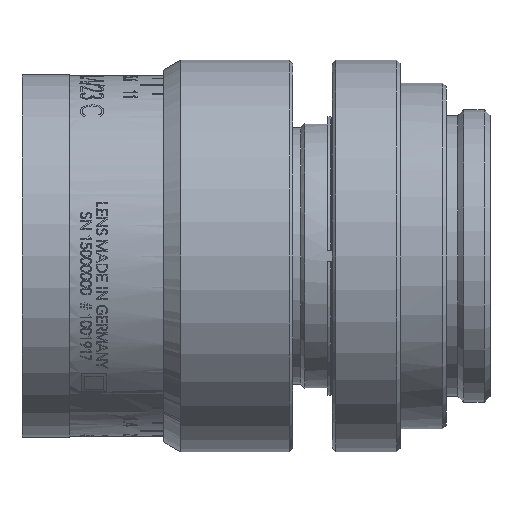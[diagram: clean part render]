
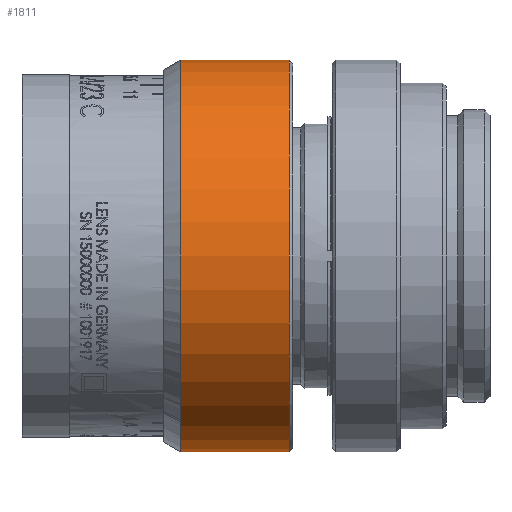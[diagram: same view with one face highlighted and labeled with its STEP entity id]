
A CAD part, front view. The second image highlights one B-rep face of the part: STEP entity #1811.
In plain terms, the highlighted cylindrical face has radius 17 mm (diameter 34 mm), a full revolution.
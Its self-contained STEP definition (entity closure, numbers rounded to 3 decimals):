
#801=CYLINDRICAL_SURFACE('',#10074,17.);
#1223=FACE_BOUND('',#2669,.T.);
#1224=FACE_BOUND('',#2670,.T.);
#1225=FACE_BOUND('',#2671,.T.);
#1552=CIRCLE('',#10069,17.);
#1554=CIRCLE('',#10073,17.);
#1811=ADVANCED_FACE('',(#1223,#1224,#1225),#801,.T.);
#2669=EDGE_LOOP('',(#3351));
#2670=EDGE_LOOP('',(#3352));
#2671=EDGE_LOOP('',(#3353));
#3351=ORIENTED_EDGE('',*,*,#7619,.F.);
#3352=ORIENTED_EDGE('',*,*,#7621,.T.);
#3353=ORIENTED_EDGE('',*,*,#7622,.T.);
#6345=VERTEX_POINT('',#12595);
#6347=VERTEX_POINT('',#12601);
#6348=VERTEX_POINT('',#12660);
#7619=EDGE_CURVE('',#6345,#6345,#1552,.T.);
#7621=EDGE_CURVE('',#6347,#6347,#1554,.T.);
#7622=EDGE_CURVE('',#6348,#6348,#9129,.T.);
#9129=B_SPLINE_CURVE_WITH_KNOTS('',3,(#12602,#12603,#12604,#12605,#12606,
#12607,#12608,#12609,#12610,#12611,#12612,#12613,#12614,#12615,#12616,#12617,
#12618,#12619,#12620,#12621,#12622,#12623,#12624,#12625,#12626,#12627,#12628,
#12629,#12630,#12631,#12632,#12633,#12634,#12635,#12636,#12637,#12638,#12639,
#12640,#12641,#12642,#12643,#12644,#12645,#12646,#12647,#12648,#12649,#12650,
#12651,#12652,#12653,#12654,#12655,#12656,#12657,#12658,#12659),
 .UNSPECIFIED.,.T.,.F.,(1,3,3,3,3,3,3,3,3,3,3,3,3,3,3,3,3,3,3,3,3,1),(-0.034,
0.,0.054,0.107,0.161,0.215,
0.268,0.322,0.376,0.429,
0.483,0.537,0.59,0.644,
0.698,0.751,0.805,0.859,
0.912,0.966,1.,1.054),.UNSPECIFIED.);
#10069=AXIS2_PLACEMENT_3D('',#12594,#10815,#10816);
#10073=AXIS2_PLACEMENT_3D('',#12600,#10823,#10824);
#10074=AXIS2_PLACEMENT_3D('',#12661,#10825,#10826);
#10815=DIRECTION('',(-1.,0.,0.));
#10816=DIRECTION('',(0.,0.,-1.));
#10823=DIRECTION('',(-1.,0.,0.));
#10824=DIRECTION('',(0.,0.,1.));
#10825=DIRECTION('',(-1.,0.,0.));
#10826=DIRECTION('',(0.,0.,1.));
#12594=CARTESIAN_POINT('',(-40.546,0.,0.));
#12595=CARTESIAN_POINT('',(-40.546,0.,-17.));
#12600=CARTESIAN_POINT('',(-31.146,0.,0.));
#12601=CARTESIAN_POINT('',(-31.146,0.,17.));
#12602=CARTESIAN_POINT('',(-37.046,17.,0.));
#12603=CARTESIAN_POINT('',(-37.046,17.,0.112));
#12604=CARTESIAN_POINT('',(-37.065,16.999,0.225));
#12605=CARTESIAN_POINT('',(-37.102,16.997,0.331));
#12606=CARTESIAN_POINT('',(-37.139,16.995,0.436));
#12607=CARTESIAN_POINT('',(-37.194,16.992,0.537));
#12608=CARTESIAN_POINT('',(-37.264,16.989,0.624));
#12609=CARTESIAN_POINT('',(-37.334,16.985,0.712));
#12610=CARTESIAN_POINT('',(-37.42,16.982,0.788));
#12611=CARTESIAN_POINT('',(-37.515,16.979,0.847));
#12612=CARTESIAN_POINT('',(-37.61,16.976,0.907));
#12613=CARTESIAN_POINT('',(-37.716,16.973,0.951));
#12614=CARTESIAN_POINT('',(-37.825,16.972,0.975));
#12615=CARTESIAN_POINT('',(-37.935,16.971,1.));
#12616=CARTESIAN_POINT('',(-38.049,16.97,1.006));
#12617=CARTESIAN_POINT('',(-38.161,16.971,0.993));
#12618=CARTESIAN_POINT('',(-38.272,16.972,0.981));
#12619=CARTESIAN_POINT('',(-38.382,16.974,0.948));
#12620=CARTESIAN_POINT('',(-38.482,16.976,0.9));
#12621=CARTESIAN_POINT('',(-38.583,16.979,0.851));
#12622=CARTESIAN_POINT('',(-38.676,16.982,0.784));
#12623=CARTESIAN_POINT('',(-38.755,16.985,0.705));
#12624=CARTESIAN_POINT('',(-38.834,16.989,0.625));
#12625=CARTESIAN_POINT('',(-38.9,16.992,0.531));
#12626=CARTESIAN_POINT('',(-38.948,16.995,0.43));
#12627=CARTESIAN_POINT('',(-38.997,16.997,0.329));
#12628=CARTESIAN_POINT('',(-39.028,16.999,0.218));
#12629=CARTESIAN_POINT('',(-39.04,17.,0.107));
#12630=CARTESIAN_POINT('',(-39.052,17.,-0.004));
#12631=CARTESIAN_POINT('',(-39.045,17.,-0.119));
#12632=CARTESIAN_POINT('',(-39.019,16.998,-0.228));
#12633=CARTESIAN_POINT('',(-38.994,16.997,-0.337));
#12634=CARTESIAN_POINT('',(-38.949,16.994,-0.443));
#12635=CARTESIAN_POINT('',(-38.889,16.992,-0.537));
#12636=CARTESIAN_POINT('',(-38.829,16.989,-0.631));
#12637=CARTESIAN_POINT('',(-38.752,16.985,-0.717));
#12638=CARTESIAN_POINT('',(-38.664,16.982,-0.786));
#12639=CARTESIAN_POINT('',(-38.576,16.979,-0.855));
#12640=CARTESIAN_POINT('',(-38.475,16.976,-0.91));
#12641=CARTESIAN_POINT('',(-38.369,16.974,-0.946));
#12642=CARTESIAN_POINT('',(-38.263,16.972,-0.982));
#12643=CARTESIAN_POINT('',(-38.149,16.971,-1.001));
#12644=CARTESIAN_POINT('',(-38.038,16.971,-1.));
#12645=CARTESIAN_POINT('',(-37.926,16.971,-0.999));
#12646=CARTESIAN_POINT('',(-37.813,16.972,-0.979));
#12647=CARTESIAN_POINT('',(-37.707,16.974,-0.941));
#12648=CARTESIAN_POINT('',(-37.602,16.976,-0.903));
#12649=CARTESIAN_POINT('',(-37.502,16.979,-0.847));
#12650=CARTESIAN_POINT('',(-37.415,16.982,-0.776));
#12651=CARTESIAN_POINT('',(-37.329,16.985,-0.706));
#12652=CARTESIAN_POINT('',(-37.253,16.989,-0.62));
#12653=CARTESIAN_POINT('',(-37.194,16.992,-0.524));
#12654=CARTESIAN_POINT('',(-37.135,16.995,-0.429));
#12655=CARTESIAN_POINT('',(-37.092,16.997,-0.322));
#12656=CARTESIAN_POINT('',(-37.068,16.999,-0.213));
#12657=CARTESIAN_POINT('',(-37.053,17.,-0.143));
#12658=CARTESIAN_POINT('',(-37.046,17.,-0.071));
#12659=CARTESIAN_POINT('',(-37.046,17.,0.));
#12660=CARTESIAN_POINT('',(-37.046,17.,0.));
#12661=CARTESIAN_POINT('',(0.,0.,0.));
